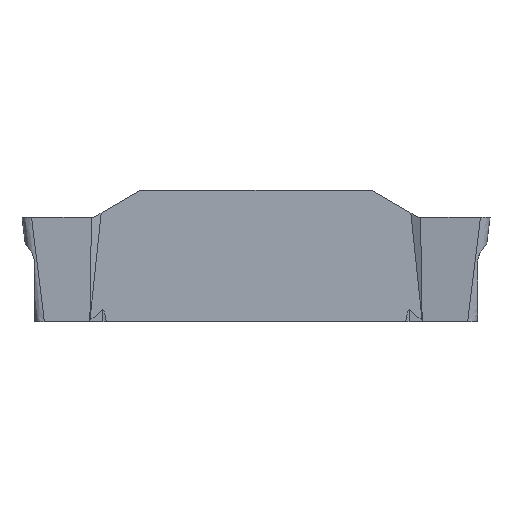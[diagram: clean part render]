
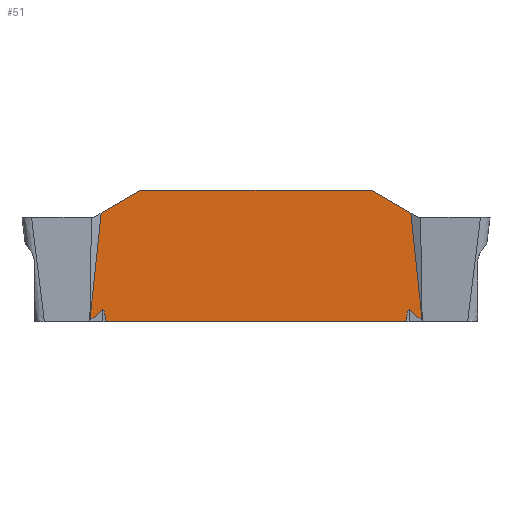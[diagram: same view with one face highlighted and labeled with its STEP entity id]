
A CAD part, left-side view. The second image highlights one B-rep face of the part: STEP entity #51.
In plain terms, the highlighted planar face has unit normal (-1, 0, 0).
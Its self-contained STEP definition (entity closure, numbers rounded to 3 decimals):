
#51=ADVANCED_FACE('SIDE_IB_1_SU5',(#107),#85,.F.);
#85=PLANE('',#702);
#107=FACE_OUTER_BOUND('',#141,.T.);
#141=EDGE_LOOP('',(#203,#204,#205,#206,#207,#208,#209,#210,#211,#212));
#175=B_SPLINE_CURVE_WITH_KNOTS('',3,(#877,#878,#879,#880,#881,#882,#883,
#884,#885,#886,#887,#888,#889,#890,#891,#892,#893,#894,#895,#896,#897,#898,
#899,#900,#901),.UNSPECIFIED.,.F.,.F.,(4,3,3,3,3,3,3,3,4),(0.,0.013,
0.027,0.039,0.054,0.082,
0.179,0.64,1.),.UNSPECIFIED.);
#176=B_SPLINE_CURVE_WITH_KNOTS('',3,(#905,#906,#907,#908,#909,#910,#911,
#912,#913,#914,#915,#916,#917,#918,#919,#920,#921,#922,#923,#924,#925,#926,
#927,#928,#929,#930,#931,#932,#933,#934,#935,#936,#937,#938,#939,#940,#941),
 .UNSPECIFIED.,.F.,.F.,(4,3,3,3,3,3,3,3,3,3,3,3,4),(0.,0.378,
0.602,0.736,0.817,0.868,
0.916,0.939,0.957,0.969,
0.981,0.995,1.),.UNSPECIFIED.);
#203=ORIENTED_EDGE('',*,*,#459,.T.);
#204=ORIENTED_EDGE('',*,*,#460,.T.);
#205=ORIENTED_EDGE('',*,*,#461,.F.);
#206=ORIENTED_EDGE('',*,*,#462,.T.);
#207=ORIENTED_EDGE('',*,*,#463,.T.);
#208=ORIENTED_EDGE('',*,*,#464,.T.);
#209=ORIENTED_EDGE('',*,*,#465,.F.);
#210=ORIENTED_EDGE('',*,*,#466,.F.);
#211=ORIENTED_EDGE('',*,*,#467,.F.);
#212=ORIENTED_EDGE('',*,*,#468,.T.);
#395=VERTEX_POINT('',#875);
#396=VERTEX_POINT('',#876);
#397=VERTEX_POINT('',#902);
#398=VERTEX_POINT('',#904);
#399=VERTEX_POINT('',#942);
#400=VERTEX_POINT('',#944);
#401=VERTEX_POINT('',#946);
#402=VERTEX_POINT('',#948);
#403=VERTEX_POINT('',#950);
#404=VERTEX_POINT('',#952);
#459=EDGE_CURVE('',#395,#396,#555,.T.);
#460=EDGE_CURVE('',#396,#397,#175,.T.);
#461=EDGE_CURVE('',#398,#397,#556,.T.);
#462=EDGE_CURVE('',#398,#399,#176,.T.);
#463=EDGE_CURVE('',#399,#400,#557,.T.);
#464=EDGE_CURVE('',#400,#401,#558,.T.);
#465=EDGE_CURVE('',#402,#401,#559,.T.);
#466=EDGE_CURVE('',#403,#402,#560,.T.);
#467=EDGE_CURVE('',#404,#403,#561,.T.);
#468=EDGE_CURVE('',#404,#395,#562,.T.);
#555=LINE('',#874,#607);
#556=LINE('',#903,#608);
#557=LINE('',#943,#609);
#558=LINE('',#945,#610);
#559=LINE('',#947,#611);
#560=LINE('',#949,#612);
#561=LINE('',#951,#613);
#562=LINE('',#953,#614);
#607=VECTOR('',#738,1.);
#608=VECTOR('',#739,1.);
#609=VECTOR('',#740,1.);
#610=VECTOR('',#741,1.);
#611=VECTOR('',#742,1.);
#612=VECTOR('',#743,1.);
#613=VECTOR('',#744,1.);
#614=VECTOR('',#745,1.);
#702=AXIS2_PLACEMENT_3D('',#954,#746,#747);
#738=DIRECTION('',(0.,-0.769,0.64));
#739=DIRECTION('',(0.,1.,0.));
#740=DIRECTION('',(0.,-0.769,-0.64));
#741=DIRECTION('',(0.,0.104,0.995));
#742=DIRECTION('',(0.,-0.866,-0.5));
#743=DIRECTION('',(0.,-1.,0.));
#744=DIRECTION('',(0.,-0.866,0.5));
#745=DIRECTION('',(0.,0.104,-0.995));
#746=DIRECTION('',(1.,0.,0.));
#747=DIRECTION('',(0.,0.,-1.));
#874=CARTESIAN_POINT('',(-1.15,0.754,0.906));
#875=CARTESIAN_POINT('',(-1.15,7.289,-4.534));
#876=CARTESIAN_POINT('',(-1.15,6.738,-4.075));
#877=CARTESIAN_POINT('',(-1.15,6.738,-4.075));
#878=CARTESIAN_POINT('',(-1.15,6.736,-4.073));
#879=CARTESIAN_POINT('',(-1.15,6.733,-4.072));
#880=CARTESIAN_POINT('',(-1.15,6.731,-4.071));
#881=CARTESIAN_POINT('',(-1.15,6.729,-4.069));
#882=CARTESIAN_POINT('',(-1.15,6.726,-4.069));
#883=CARTESIAN_POINT('',(-1.15,6.723,-4.069));
#884=CARTESIAN_POINT('',(-1.15,6.721,-4.068));
#885=CARTESIAN_POINT('',(-1.15,6.719,-4.069));
#886=CARTESIAN_POINT('',(-1.15,6.717,-4.07));
#887=CARTESIAN_POINT('',(-1.15,6.714,-4.07));
#888=CARTESIAN_POINT('',(-1.15,6.711,-4.072));
#889=CARTESIAN_POINT('',(-1.15,6.709,-4.074));
#890=CARTESIAN_POINT('',(-1.15,6.704,-4.077));
#891=CARTESIAN_POINT('',(-1.15,6.7,-4.081));
#892=CARTESIAN_POINT('',(-1.15,6.697,-4.085));
#893=CARTESIAN_POINT('',(-1.15,6.686,-4.099));
#894=CARTESIAN_POINT('',(-1.15,6.678,-4.117));
#895=CARTESIAN_POINT('',(-1.15,6.671,-4.134));
#896=CARTESIAN_POINT('',(-1.15,6.637,-4.215));
#897=CARTESIAN_POINT('',(-1.15,6.62,-4.303));
#898=CARTESIAN_POINT('',(-1.15,6.603,-4.389));
#899=CARTESIAN_POINT('',(-1.15,6.59,-4.457));
#900=CARTESIAN_POINT('',(-1.15,6.578,-4.525));
#901=CARTESIAN_POINT('',(-1.15,6.567,-4.592));
#902=CARTESIAN_POINT('',(-1.15,6.567,-4.592));
#903=CARTESIAN_POINT('',(-1.15,0.,-4.592));
#904=CARTESIAN_POINT('',(-1.15,-6.567,-4.592));
#905=CARTESIAN_POINT('',(-1.15,-6.567,-4.592));
#906=CARTESIAN_POINT('',(-1.15,-6.579,-4.521));
#907=CARTESIAN_POINT('',(-1.15,-6.591,-4.45));
#908=CARTESIAN_POINT('',(-1.15,-6.605,-4.379));
#909=CARTESIAN_POINT('',(-1.15,-6.614,-4.337));
#910=CARTESIAN_POINT('',(-1.15,-6.623,-4.295));
#911=CARTESIAN_POINT('',(-1.15,-6.633,-4.253));
#912=CARTESIAN_POINT('',(-1.15,-6.64,-4.229));
#913=CARTESIAN_POINT('',(-1.15,-6.647,-4.204));
#914=CARTESIAN_POINT('',(-1.15,-6.654,-4.179));
#915=CARTESIAN_POINT('',(-1.15,-6.659,-4.165));
#916=CARTESIAN_POINT('',(-1.15,-6.664,-4.15));
#917=CARTESIAN_POINT('',(-1.15,-6.67,-4.135));
#918=CARTESIAN_POINT('',(-1.15,-6.674,-4.126));
#919=CARTESIAN_POINT('',(-1.15,-6.678,-4.117));
#920=CARTESIAN_POINT('',(-1.15,-6.682,-4.109));
#921=CARTESIAN_POINT('',(-1.15,-6.687,-4.101));
#922=CARTESIAN_POINT('',(-1.15,-6.691,-4.093));
#923=CARTESIAN_POINT('',(-1.15,-6.697,-4.085));
#924=CARTESIAN_POINT('',(-1.15,-6.699,-4.082));
#925=CARTESIAN_POINT('',(-1.15,-6.702,-4.079));
#926=CARTESIAN_POINT('',(-1.15,-6.706,-4.076));
#927=CARTESIAN_POINT('',(-1.15,-6.708,-4.074));
#928=CARTESIAN_POINT('',(-1.15,-6.711,-4.072));
#929=CARTESIAN_POINT('',(-1.15,-6.714,-4.07));
#930=CARTESIAN_POINT('',(-1.15,-6.716,-4.069));
#931=CARTESIAN_POINT('',(-1.15,-6.719,-4.069));
#932=CARTESIAN_POINT('',(-1.15,-6.721,-4.069));
#933=CARTESIAN_POINT('',(-1.15,-6.723,-4.068));
#934=CARTESIAN_POINT('',(-1.15,-6.726,-4.069));
#935=CARTESIAN_POINT('',(-1.15,-6.728,-4.069));
#936=CARTESIAN_POINT('',(-1.15,-6.731,-4.07));
#937=CARTESIAN_POINT('',(-1.15,-6.733,-4.071));
#938=CARTESIAN_POINT('',(-1.15,-6.735,-4.073));
#939=CARTESIAN_POINT('',(-1.15,-6.736,-4.073));
#940=CARTESIAN_POINT('',(-1.15,-6.737,-4.074));
#941=CARTESIAN_POINT('',(-1.15,-6.738,-4.075));
#942=CARTESIAN_POINT('',(-1.15,-6.738,-4.075));
#943=CARTESIAN_POINT('',(-1.15,-0.754,0.906));
#944=CARTESIAN_POINT('',(-1.15,-7.289,-4.534));
#945=CARTESIAN_POINT('',(-1.15,-6.74,0.706));
#946=CARTESIAN_POINT('',(-1.15,-6.794,0.186));
#947=CARTESIAN_POINT('',(-1.15,-1.779,3.082));
#948=CARTESIAN_POINT('',(-1.15,-5.051,1.192));
#949=CARTESIAN_POINT('',(-1.15,0.,1.192));
#950=CARTESIAN_POINT('',(-1.15,5.051,1.192));
#951=CARTESIAN_POINT('',(-1.15,1.779,3.082));
#952=CARTESIAN_POINT('',(-1.15,6.794,0.186));
#953=CARTESIAN_POINT('',(-1.15,6.74,0.706));
#954=CARTESIAN_POINT('',(-1.15,0.,0.));
